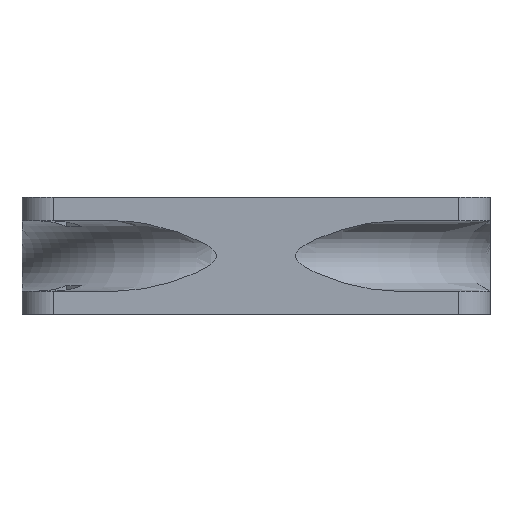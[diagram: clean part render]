
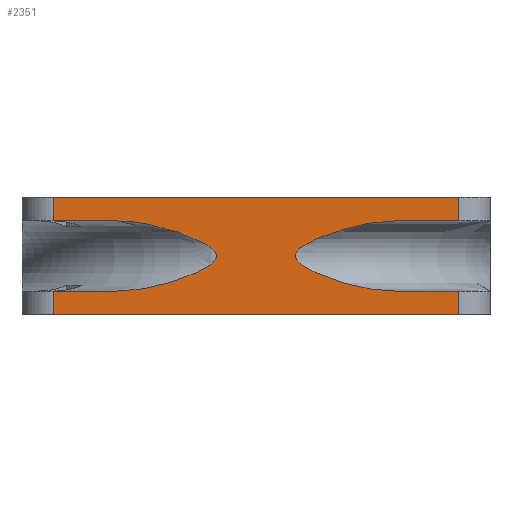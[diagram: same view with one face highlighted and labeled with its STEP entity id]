
A CAD part, left-side view. The second image highlights one B-rep face of the part: STEP entity #2351.
In plain terms, the highlighted planar face has unit normal (-1, 0, 0).
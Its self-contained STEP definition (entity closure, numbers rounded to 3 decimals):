
#89=PLANE('',#2638);
#233=LINE('',#5856,#359);
#240=LINE('',#5883,#366);
#246=LINE('',#6143,#372);
#247=LINE('',#6144,#373);
#248=LINE('',#6146,#374);
#249=LINE('',#6147,#375);
#250=LINE('',#6149,#376);
#251=LINE('',#6150,#377);
#252=LINE('',#6152,#378);
#253=LINE('',#6153,#379);
#359=VECTOR('',#3075,1000.);
#366=VECTOR('',#3098,1000.);
#372=VECTOR('',#3178,1000.);
#373=VECTOR('',#3179,10.);
#374=VECTOR('',#3180,10.);
#375=VECTOR('',#3181,1000.);
#376=VECTOR('',#3182,1000.);
#377=VECTOR('',#3183,10.);
#378=VECTOR('',#3184,10.);
#379=VECTOR('',#3185,1000.);
#471=FACE_OUTER_BOUND('',#619,.T.);
#619=EDGE_LOOP('',(#1894,#1895,#1896,#1897,#1898,#1899,#1900,#1901,#1902,
#1903,#1904,#1905));
#879=B_SPLINE_CURVE_WITH_KNOTS('',3,(#3598,#3599,#3600,#3601,#3602,#3603,
#3604,#3605,#3606,#3607,#3608,#3609,#3610,#3611,#3612,#3613,#3614,#3615,
#3616,#3617,#3618,#3619,#3620,#3621,#3622,#3623,#3624,#3625,#3626,#3627,
#3628,#3629),.UNSPECIFIED.,.F.,.F.,(4,2,2,2,2,2,2,2,2,2,2,2,2,2,2,4),(-7.147,
-6.427,-5.707,-5.256,-5.03,
-4.805,-4.606,-4.548,-4.501,
-4.459,-4.416,-4.279,-3.966,
-3.653,-2.752,-1.85),.UNSPECIFIED.);
#880=B_SPLINE_CURVE_WITH_KNOTS('',3,(#3634,#3635,#3636,#3637,#3638,#3639,
#3640,#3641,#3642,#3643,#3644,#3645,#3646,#3647,#3648,#3649,#3650,#3651,
#3652,#3653,#3654,#3655,#3656,#3657,#3658,#3659,#3660,#3661,#3662,#3663),
 .UNSPECIFIED.,.F.,.F.,(4,2,2,2,2,2,2,2,2,2,2,2,2,2,4),(1.85,
2.752,3.653,3.966,4.279,4.416,
4.459,4.501,4.543,4.585,4.723,
5.035,5.348,6.25,7.152),
 .UNSPECIFIED.);
#955=VERTEX_POINT('',#3595);
#956=VERTEX_POINT('',#3597);
#957=VERTEX_POINT('',#3632);
#958=VERTEX_POINT('',#3633);
#1114=VERTEX_POINT('',#5853);
#1115=VERTEX_POINT('',#5855);
#1126=VERTEX_POINT('',#5880);
#1127=VERTEX_POINT('',#5882);
#1152=VERTEX_POINT('',#6142);
#1153=VERTEX_POINT('',#6145);
#1154=VERTEX_POINT('',#6148);
#1155=VERTEX_POINT('',#6151);
#1188=EDGE_CURVE('',#955,#956,#879,.T.);
#1190=EDGE_CURVE('',#957,#958,#880,.T.);
#1387=EDGE_CURVE('',#1114,#1115,#233,.T.);
#1401=EDGE_CURVE('',#1127,#1126,#240,.T.);
#1444=EDGE_CURVE('',#1152,#955,#246,.T.);
#1445=EDGE_CURVE('',#1152,#1115,#247,.T.);
#1446=EDGE_CURVE('',#1114,#1153,#248,.T.);
#1447=EDGE_CURVE('',#958,#1153,#249,.T.);
#1448=EDGE_CURVE('',#1154,#957,#250,.T.);
#1449=EDGE_CURVE('',#1154,#1127,#251,.T.);
#1450=EDGE_CURVE('',#1126,#1155,#252,.T.);
#1451=EDGE_CURVE('',#956,#1155,#253,.T.);
#1894=ORIENTED_EDGE('',*,*,#1444,.F.);
#1895=ORIENTED_EDGE('',*,*,#1445,.T.);
#1896=ORIENTED_EDGE('',*,*,#1387,.F.);
#1897=ORIENTED_EDGE('',*,*,#1446,.T.);
#1898=ORIENTED_EDGE('',*,*,#1447,.F.);
#1899=ORIENTED_EDGE('',*,*,#1190,.F.);
#1900=ORIENTED_EDGE('',*,*,#1448,.F.);
#1901=ORIENTED_EDGE('',*,*,#1449,.T.);
#1902=ORIENTED_EDGE('',*,*,#1401,.T.);
#1903=ORIENTED_EDGE('',*,*,#1450,.T.);
#1904=ORIENTED_EDGE('',*,*,#1451,.F.);
#1905=ORIENTED_EDGE('',*,*,#1188,.F.);
#2351=ADVANCED_FACE('',(#471),#89,.F.);
#2638=AXIS2_PLACEMENT_3D('',#6141,#3176,#3177);
#3075=DIRECTION('',(0.,-1.,0.));
#3098=DIRECTION('',(0.,-1.,0.));
#3176=DIRECTION('center_axis',(1.,0.,0.));
#3177=DIRECTION('ref_axis',(0.,1.,0.));
#3178=DIRECTION('',(0.,1.,0.));
#3179=DIRECTION('',(0.,0.,1.));
#3180=DIRECTION('',(0.,0.,-1.));
#3181=DIRECTION('',(0.,1.,0.));
#3182=DIRECTION('',(0.,-1.,0.));
#3183=DIRECTION('',(0.,0.,-1.));
#3184=DIRECTION('',(0.,0.,1.));
#3185=DIRECTION('',(0.,-1.,0.));
#3595=CARTESIAN_POINT('',(-60.,-35.769,24.));
#3597=CARTESIAN_POINT('',(-60.,-35.769,6.));
#3598=CARTESIAN_POINT('Ctrl Pts',(-60.,-35.769,24.));
#3599=CARTESIAN_POINT('Ctrl Pts',(-60.,-33.368,24.));
#3600=CARTESIAN_POINT('Ctrl Pts',(-60.,-30.752,23.736));
#3601=CARTESIAN_POINT('Ctrl Pts',(-60.,-25.588,22.788));
#3602=CARTESIAN_POINT('Ctrl Pts',(-60.,-23.038,22.11));
#3603=CARTESIAN_POINT('Ctrl Pts',(-60.,-19.328,20.897));
#3604=CARTESIAN_POINT('Ctrl Pts',(-60.,-17.776,20.33));
#3605=CARTESIAN_POINT('Ctrl Pts',(-60.,-15.511,19.356));
#3606=CARTESIAN_POINT('Ctrl Pts',(-60.,-14.766,19.012));
#3607=CARTESIAN_POINT('Ctrl Pts',(-60.,-13.342,18.278));
#3608=CARTESIAN_POINT('Ctrl Pts',(-60.,-12.661,17.891));
#3609=CARTESIAN_POINT('Ctrl Pts',(-60.,-11.498,17.087));
#3610=CARTESIAN_POINT('Ctrl Pts',(-60.,-10.877,16.589));
#3611=CARTESIAN_POINT('Ctrl Pts',(-60.,-10.4,15.88));
#3612=CARTESIAN_POINT('Ctrl Pts',(-60.,-10.292,15.676));
#3613=CARTESIAN_POINT('Ctrl Pts',(-60.,-10.184,15.343));
#3614=CARTESIAN_POINT('Ctrl Pts',(-60.,-10.152,15.157));
#3615=CARTESIAN_POINT('Ctrl Pts',(-60.,-10.152,14.859));
#3616=CARTESIAN_POINT('Ctrl Pts',(-60.,-10.174,14.707));
#3617=CARTESIAN_POINT('Ctrl Pts',(-60.,-10.259,14.414));
#3618=CARTESIAN_POINT('Ctrl Pts',(-60.,-10.322,14.273));
#3619=CARTESIAN_POINT('Ctrl Pts',(-60.,-10.613,13.75));
#3620=CARTESIAN_POINT('Ctrl Pts',(-60.,-10.997,13.359));
#3621=CARTESIAN_POINT('Ctrl Pts',(-60.,-12.144,12.392));
#3622=CARTESIAN_POINT('Ctrl Pts',(-60.,-13.128,11.828));
#3623=CARTESIAN_POINT('Ctrl Pts',(-60.,-15.156,10.793));
#3624=CARTESIAN_POINT('Ctrl Pts',(-60.,-16.205,10.333));
#3625=CARTESIAN_POINT('Ctrl Pts',(-60.,-19.958,8.813));
#3626=CARTESIAN_POINT('Ctrl Pts',(-60.,-23.103,7.823));
#3627=CARTESIAN_POINT('Ctrl Pts',(-60.,-29.504,6.408));
#3628=CARTESIAN_POINT('Ctrl Pts',(-60.,-32.763,6.));
#3629=CARTESIAN_POINT('Ctrl Pts',(-60.,-35.769,6.));
#3632=CARTESIAN_POINT('',(-60.,35.769,6.));
#3633=CARTESIAN_POINT('',(-60.,35.769,24.));
#3634=CARTESIAN_POINT('Ctrl Pts',(-60.,35.769,6.));
#3635=CARTESIAN_POINT('Ctrl Pts',(-60.,32.763,6.));
#3636=CARTESIAN_POINT('Ctrl Pts',(-60.,29.504,6.408));
#3637=CARTESIAN_POINT('Ctrl Pts',(-60.,23.103,7.823));
#3638=CARTESIAN_POINT('Ctrl Pts',(-60.,19.958,8.813));
#3639=CARTESIAN_POINT('Ctrl Pts',(-60.,16.205,10.333));
#3640=CARTESIAN_POINT('Ctrl Pts',(-60.,15.156,10.793));
#3641=CARTESIAN_POINT('Ctrl Pts',(-60.,13.128,11.828));
#3642=CARTESIAN_POINT('Ctrl Pts',(-60.,12.144,12.392));
#3643=CARTESIAN_POINT('Ctrl Pts',(-60.,10.997,13.359));
#3644=CARTESIAN_POINT('Ctrl Pts',(-60.,10.613,13.75));
#3645=CARTESIAN_POINT('Ctrl Pts',(-60.,10.322,14.273));
#3646=CARTESIAN_POINT('Ctrl Pts',(-60.,10.259,14.414));
#3647=CARTESIAN_POINT('Ctrl Pts',(-60.,10.174,14.707));
#3648=CARTESIAN_POINT('Ctrl Pts',(-60.,10.152,14.859));
#3649=CARTESIAN_POINT('Ctrl Pts',(-60.,10.152,15.141));
#3650=CARTESIAN_POINT('Ctrl Pts',(-60.,10.174,15.293));
#3651=CARTESIAN_POINT('Ctrl Pts',(-60.,10.259,15.586));
#3652=CARTESIAN_POINT('Ctrl Pts',(-60.,10.322,15.727));
#3653=CARTESIAN_POINT('Ctrl Pts',(-60.,10.613,16.25));
#3654=CARTESIAN_POINT('Ctrl Pts',(-60.,10.997,16.641));
#3655=CARTESIAN_POINT('Ctrl Pts',(-60.,12.144,17.608));
#3656=CARTESIAN_POINT('Ctrl Pts',(-60.,13.128,18.172));
#3657=CARTESIAN_POINT('Ctrl Pts',(-60.,15.156,19.207));
#3658=CARTESIAN_POINT('Ctrl Pts',(-60.,16.205,19.667));
#3659=CARTESIAN_POINT('Ctrl Pts',(-60.,19.958,21.187));
#3660=CARTESIAN_POINT('Ctrl Pts',(-60.,23.103,22.177));
#3661=CARTESIAN_POINT('Ctrl Pts',(-60.,29.504,23.592));
#3662=CARTESIAN_POINT('Ctrl Pts',(-60.,32.763,24.));
#3663=CARTESIAN_POINT('Ctrl Pts',(-60.,35.769,24.));
#5853=CARTESIAN_POINT('',(-60.,52.,30.));
#5855=CARTESIAN_POINT('',(-60.,-52.,30.));
#5856=CARTESIAN_POINT('',(-60.,60.,30.));
#5880=CARTESIAN_POINT('',(-60.,-52.,0.));
#5882=CARTESIAN_POINT('',(-60.,52.,0.));
#5883=CARTESIAN_POINT('',(-60.,60.,0.));
#6141=CARTESIAN_POINT('Origin',(-60.,60.,30.));
#6142=CARTESIAN_POINT('',(-60.,-52.,24.));
#6143=CARTESIAN_POINT('',(-60.,60.,24.));
#6144=CARTESIAN_POINT('',(-60.,-52.,24.));
#6145=CARTESIAN_POINT('',(-60.,52.,24.));
#6146=CARTESIAN_POINT('',(-60.,52.,30.));
#6147=CARTESIAN_POINT('',(-60.,60.,24.));
#6148=CARTESIAN_POINT('',(-60.,52.,6.));
#6149=CARTESIAN_POINT('',(-60.,60.,6.));
#6150=CARTESIAN_POINT('',(-60.,52.,6.));
#6151=CARTESIAN_POINT('',(-60.,-52.,6.));
#6152=CARTESIAN_POINT('',(-60.,-52.,0.));
#6153=CARTESIAN_POINT('',(-60.,60.,6.));
